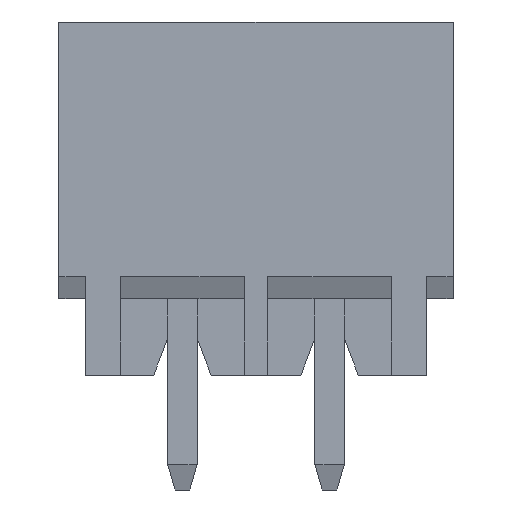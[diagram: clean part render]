
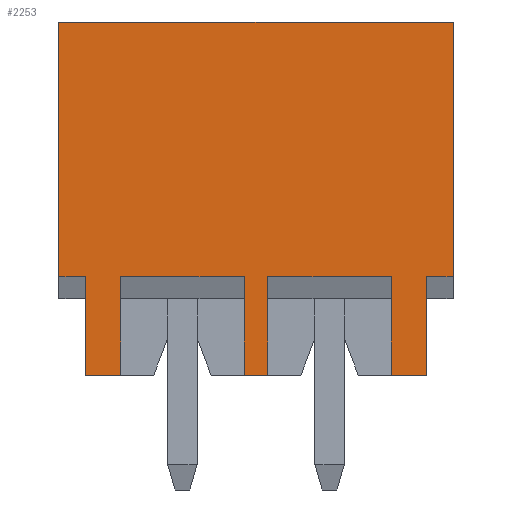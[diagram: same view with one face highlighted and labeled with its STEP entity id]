
A CAD part, front view. The second image highlights one B-rep face of the part: STEP entity #2253.
In plain terms, the highlighted planar face has unit normal (0, -1, 0).
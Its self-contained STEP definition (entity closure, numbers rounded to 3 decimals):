
#272=ORIENTED_EDGE('',*,*,#889,.T.);
#273=ORIENTED_EDGE('',*,*,#890,.T.);
#274=ORIENTED_EDGE('',*,*,#813,.T.);
#275=ORIENTED_EDGE('',*,*,#891,.F.);
#276=ORIENTED_EDGE('',*,*,#892,.F.);
#277=ORIENTED_EDGE('',*,*,#771,.F.);
#278=ORIENTED_EDGE('',*,*,#769,.F.);
#279=ORIENTED_EDGE('',*,*,#893,.T.);
#280=ORIENTED_EDGE('',*,*,#894,.T.);
#281=ORIENTED_EDGE('',*,*,#895,.T.);
#282=ORIENTED_EDGE('',*,*,#854,.F.);
#283=ORIENTED_EDGE('',*,*,#896,.T.);
#284=ORIENTED_EDGE('',*,*,#897,.T.);
#285=ORIENTED_EDGE('',*,*,#898,.T.);
#286=ORIENTED_EDGE('',*,*,#714,.F.);
#287=ORIENTED_EDGE('',*,*,#757,.T.);
#714=EDGE_CURVE('',#1041,#1042,#1253,.T.);
#757=EDGE_CURVE('',#1041,#1078,#1290,.T.);
#769=EDGE_CURVE('',#1089,#1083,#1302,.T.);
#771=EDGE_CURVE('',#1083,#1091,#1304,.T.);
#813=EDGE_CURVE('',#1126,#1125,#1346,.T.);
#854=EDGE_CURVE('',#1155,#1156,#1385,.T.);
#889=EDGE_CURVE('',#1078,#1177,#1420,.T.);
#890=EDGE_CURVE('',#1177,#1126,#1421,.T.);
#891=EDGE_CURVE('',#1178,#1125,#1422,.T.);
#892=EDGE_CURVE('',#1091,#1178,#1423,.T.);
#893=EDGE_CURVE('',#1089,#1179,#1424,.T.);
#894=EDGE_CURVE('',#1179,#1180,#1425,.T.);
#895=EDGE_CURVE('',#1180,#1156,#1426,.T.);
#896=EDGE_CURVE('',#1155,#1181,#1427,.T.);
#897=EDGE_CURVE('',#1181,#1182,#1428,.T.);
#898=EDGE_CURVE('',#1182,#1042,#1429,.T.);
#1041=VERTEX_POINT('',#3089);
#1042=VERTEX_POINT('',#3091);
#1078=VERTEX_POINT('',#3172);
#1083=VERTEX_POINT('',#3185);
#1089=VERTEX_POINT('',#3197);
#1091=VERTEX_POINT('',#3203);
#1125=VERTEX_POINT('',#3284);
#1126=VERTEX_POINT('',#3286);
#1155=VERTEX_POINT('',#3362);
#1156=VERTEX_POINT('',#3364);
#1177=VERTEX_POINT('',#3428);
#1178=VERTEX_POINT('',#3431);
#1179=VERTEX_POINT('',#3434);
#1180=VERTEX_POINT('',#3436);
#1181=VERTEX_POINT('',#3439);
#1182=VERTEX_POINT('',#3441);
#1253=LINE('',#3090,#1568);
#1290=LINE('',#3173,#1605);
#1302=LINE('',#3198,#1617);
#1304=LINE('',#3202,#1619);
#1346=LINE('',#3285,#1661);
#1385=LINE('',#3363,#1700);
#1420=LINE('',#3427,#1735);
#1421=LINE('',#3429,#1736);
#1422=LINE('',#3430,#1737);
#1423=LINE('',#3432,#1738);
#1424=LINE('',#3433,#1739);
#1425=LINE('',#3435,#1740);
#1426=LINE('',#3437,#1741);
#1427=LINE('',#3438,#1742);
#1428=LINE('',#3440,#1743);
#1429=LINE('',#3442,#1744);
#1568=VECTOR('',#2509,1000.);
#1605=VECTOR('',#2564,1000.);
#1617=VECTOR('',#2580,1000.);
#1619=VECTOR('',#2584,1000.);
#1661=VECTOR('',#2638,1000.);
#1700=VECTOR('',#2695,1000.);
#1735=VECTOR('',#2746,1000.);
#1736=VECTOR('',#2747,1000.);
#1737=VECTOR('',#2748,1000.);
#1738=VECTOR('',#2749,1000.);
#1739=VECTOR('',#2750,1000.);
#1740=VECTOR('',#2751,1000.);
#1741=VECTOR('',#2752,1000.);
#1742=VECTOR('',#2753,1000.);
#1743=VECTOR('',#2754,1000.);
#1744=VECTOR('',#2755,1000.);
#1904=EDGE_LOOP('',(#272,#273,#274,#275,#276,#277,#278,#279,#280,#281,#282,
#283,#284,#285,#286,#287));
#2025=FACE_BOUND('',#1904,.T.);
#2145=PLANE('',#2402);
#2253=ADVANCED_FACE('',(#2025),#2145,.T.);
#2402=AXIS2_PLACEMENT_3D('',#3426,#2744,#2745);
#2509=DIRECTION('',(-1.,0.,0.));
#2564=DIRECTION('',(0.,0.,1.));
#2580=DIRECTION('',(-1.,0.,0.));
#2584=DIRECTION('',(0.,0.,1.));
#2638=DIRECTION('',(-1.,0.,0.));
#2695=DIRECTION('',(-1.,0.,0.));
#2744=DIRECTION('',(0.,-1.,0.));
#2745=DIRECTION('',(0.,0.,-1.));
#2746=DIRECTION('',(1.,0.,0.));
#2747=DIRECTION('',(0.,0.,1.));
#2748=DIRECTION('',(0.,0.,1.));
#2749=DIRECTION('',(-1.,0.,0.));
#2750=DIRECTION('',(0.,0.,1.));
#2751=DIRECTION('',(1.,0.,0.));
#2752=DIRECTION('',(0.,0.,-1.));
#2753=DIRECTION('',(0.,0.,1.));
#2754=DIRECTION('',(1.,0.,0.));
#2755=DIRECTION('',(0.,0.,-1.));
#3089=CARTESIAN_POINT('',(5.79,-3.775,-6.));
#3090=CARTESIAN_POINT('',(6.7,-3.775,-6.));
#3091=CARTESIAN_POINT('',(4.6,-3.775,-6.));
#3172=CARTESIAN_POINT('',(5.79,-3.775,-2.65));
#3173=CARTESIAN_POINT('',(5.79,-3.775,-6.));
#3185=CARTESIAN_POINT('',(-5.79,-3.775,-6.));
#3197=CARTESIAN_POINT('',(-4.6,-3.775,-6.));
#3198=CARTESIAN_POINT('',(6.7,-3.775,-6.));
#3202=CARTESIAN_POINT('',(-5.79,-3.775,-6.));
#3203=CARTESIAN_POINT('',(-5.79,-3.775,-2.65));
#3284=CARTESIAN_POINT('',(-6.7,-3.775,6.));
#3285=CARTESIAN_POINT('',(6.7,-3.775,6.));
#3286=CARTESIAN_POINT('',(6.7,-3.775,6.));
#3362=CARTESIAN_POINT('',(0.4,-3.775,-6.));
#3363=CARTESIAN_POINT('',(6.7,-3.775,-6.));
#3364=CARTESIAN_POINT('',(-0.4,-3.775,-6.));
#3426=CARTESIAN_POINT('',(6.7,-3.775,-6.));
#3427=CARTESIAN_POINT('',(5.79,-3.775,-2.65));
#3428=CARTESIAN_POINT('',(6.7,-3.775,-2.65));
#3429=CARTESIAN_POINT('',(6.7,-3.775,-6.));
#3430=CARTESIAN_POINT('',(-6.7,-3.775,-6.));
#3431=CARTESIAN_POINT('',(-6.7,-3.775,-2.65));
#3432=CARTESIAN_POINT('',(-5.79,-3.775,-2.65));
#3433=CARTESIAN_POINT('',(-4.6,-3.775,-6.));
#3434=CARTESIAN_POINT('',(-4.6,-3.775,-2.65));
#3435=CARTESIAN_POINT('',(6.7,-3.775,-2.65));
#3436=CARTESIAN_POINT('',(-0.4,-3.775,-2.65));
#3437=CARTESIAN_POINT('',(-0.4,-3.775,-3.4));
#3438=CARTESIAN_POINT('',(0.4,-3.775,-6.));
#3439=CARTESIAN_POINT('',(0.4,-3.775,-2.65));
#3440=CARTESIAN_POINT('',(6.7,-3.775,-2.65));
#3441=CARTESIAN_POINT('',(4.6,-3.775,-2.65));
#3442=CARTESIAN_POINT('',(4.6,-3.775,-3.4));
